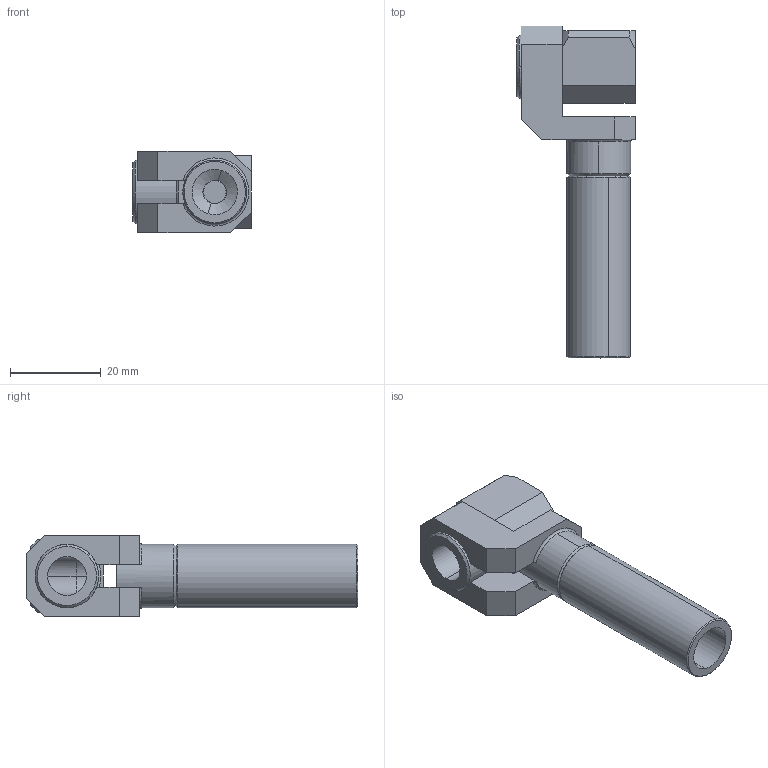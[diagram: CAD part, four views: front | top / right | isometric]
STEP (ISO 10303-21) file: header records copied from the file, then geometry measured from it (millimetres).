
FILE_DESCRIPTION (( 'STEP AP214' ), '1' );
FILE_NAME ('CA.GGB.14181840.STEP', '2017-11-13T14:22:10', ( '' ), ( '' ), 'SwSTEP 2.0', 'SolidWorks 2017', '' );
FILE_SCHEMA (( 'AUTOMOTIVE_DESIGN' ));
Length unit declared in the file: millimetre
Products named in the file (4): GGB.14.18.18; GGB.14.40.1; CA.GGB.14181840; SSN.14201818.1
Assembly tree (3 placements, depth 2):
  CA.GGB.14181840
    GGB.14.40.1
    SSN.14201818.1
    GGB.14.18.18
Bounding box: 26 x 73 x 18 mm (x, y, z)
Volume: 11471.6 mm3; surface area: 8641.2 mm2
Topology: 3 solids, 3 shells, 82 faces, 206 edges, 130 vertices
Faces by surface type: plane 33, cylinder 28, cone 18, torus 3
Entity records: 2672 total; most frequent: CARTESIAN_POINT 536, DIRECTION 415, ORIENTED_EDGE 408, EDGE_CURVE 204, AXIS2_PLACEMENT_3D 153, VERTEX_POINT 130, VECTOR 109, LINE 109
